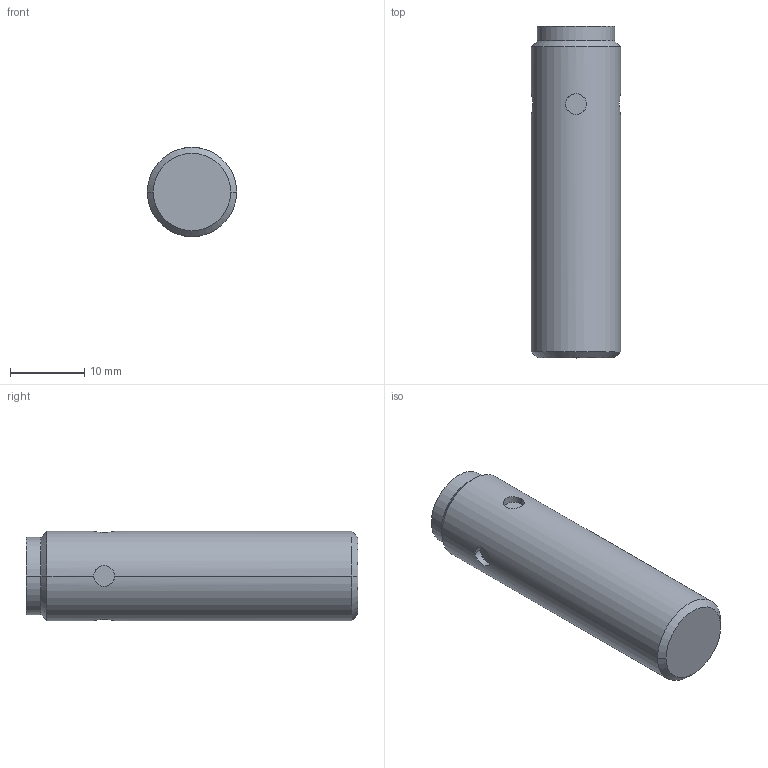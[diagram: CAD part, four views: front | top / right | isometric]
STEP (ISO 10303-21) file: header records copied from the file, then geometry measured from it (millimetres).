
FILE_DESCRIPTION((''),'2;1');
FILE_NAME('DM_CAD-2672','2017-06-21T',('creinig-se'),(''),'PRO/ENGINEER BY PARAMETRIC TECHNOLOGY CORPORATION, 2015440','PRO/ENGINEER BY PARAMETRIC TECHNOLOGY CORPORATION, 2015440','');
FILE_SCHEMA(('CONFIG_CONTROL_DESIGN'));
Length unit declared in the file: millimetre
Products named in the file (1): DM_CAD-2672
Bounding box: 12 x 44.6 x 12 mm (x, y, z)
Volume: 4409.3 mm3; surface area: 2275.8 mm2
Topology: 1 solids, 1 shells, 46 faces, 161 edges, 128 vertices
Faces by surface type: cylinder 23, plane 11, sphere 8, cone 4
Entity records: 2672 total; most frequent: CARTESIAN_POINT 394, DIRECTION 305, PRESENTATION_STYLE_ASSIGNMENT 196, ORIENTED_EDGE 188, STYLED_ITEM 166, CURVE_STYLE 159, AXIS2_PLACEMENT_3D 113, EDGE_CURVE 94
